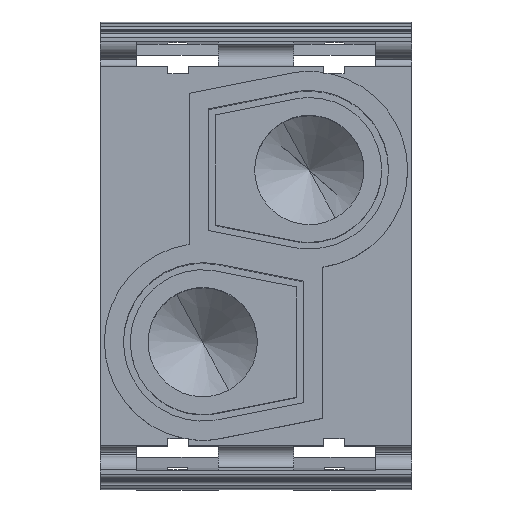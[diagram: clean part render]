
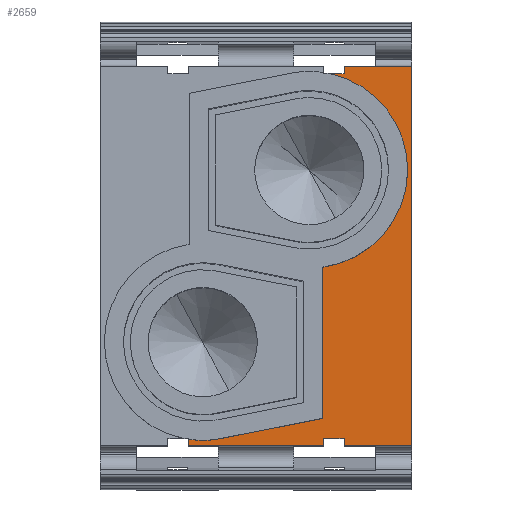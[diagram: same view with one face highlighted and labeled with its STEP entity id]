
A CAD part, top view. The second image highlights one B-rep face of the part: STEP entity #2659.
In plain terms, the highlighted planar face has unit normal (0, 0, 1).
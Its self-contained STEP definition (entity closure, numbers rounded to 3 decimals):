
#2033=AXIS2_PLACEMENT_3D('Plane Axis2P3D',#2030,#2031,#2032) ;
#2611=AXIS2_PLACEMENT_3D('Circle Axis2P3D',#2609,#2610,$) ;
#2632=AXIS2_PLACEMENT_3D('Circle Axis2P3D',#2630,#2631,$) ;
#2639=AXIS2_PLACEMENT_3D('Circle Axis2P3D',#2637,#2638,$) ;
#43=CARTESIAN_POINT('Vertex',(22.8,3.23,40.8)) ;
#617=CARTESIAN_POINT('Vertex',(22.8,31.03,40.8)) ;
#620=CARTESIAN_POINT('Line Origine',(22.8,17.13,40.8)) ;
#1943=CARTESIAN_POINT('Vertex',(6.45,3.23,40.8)) ;
#1946=CARTESIAN_POINT('Line Origine',(6.45,3.468,40.8)) ;
#1950=CARTESIAN_POINT('Vertex',(6.45,3.707,40.8)) ;
#2030=CARTESIAN_POINT('Axis2P3D Location',(0.,0.005,40.8)) ;
#2410=CARTESIAN_POINT('Vertex',(16.762,30.48,40.8)) ;
#2413=CARTESIAN_POINT('Line Origine',(17.306,30.48,40.8)) ;
#2417=CARTESIAN_POINT('Vertex',(17.85,30.48,40.8)) ;
#2438=CARTESIAN_POINT('Line Origine',(17.85,30.755,40.8)) ;
#2442=CARTESIAN_POINT('Vertex',(17.85,31.03,40.8)) ;
#2457=CARTESIAN_POINT('Line Origine',(17.1,3.78,40.8)) ;
#2461=CARTESIAN_POINT('Vertex',(17.85,3.78,40.8)) ;
#2463=CARTESIAN_POINT('Vertex',(16.35,3.78,40.8)) ;
#2483=CARTESIAN_POINT('Line Origine',(16.35,3.505,40.8)) ;
#2487=CARTESIAN_POINT('Vertex',(16.35,3.23,40.8)) ;
#2502=CARTESIAN_POINT('Line Origine',(11.4,3.23,40.8)) ;
#2580=CARTESIAN_POINT('Line Origine',(17.85,3.505,40.8)) ;
#2584=CARTESIAN_POINT('Vertex',(17.85,3.23,40.8)) ;
#2599=CARTESIAN_POINT('Line Origine',(20.325,3.23,40.8)) ;
#2604=CARTESIAN_POINT('Line Origine',(20.325,31.03,40.8)) ;
#2609=CARTESIAN_POINT('Axis2P3D Location',(15.3,23.43,40.8)) ;
#2613=CARTESIAN_POINT('Vertex',(16.3,16.3,40.8)) ;
#2616=CARTESIAN_POINT('Line Origine',(16.3,10.765,40.8)) ;
#2620=CARTESIAN_POINT('Vertex',(16.3,5.23,40.8)) ;
#2623=CARTESIAN_POINT('Line Origine',(12.598,4.498,40.8)) ;
#2627=CARTESIAN_POINT('Vertex',(8.896,3.767,40.8)) ;
#2630=CARTESIAN_POINT('Axis2P3D Location',(7.5,10.835,40.8)) ;
#2634=CARTESIAN_POINT('Vertex',(7.5,3.63,40.8)) ;
#2637=CARTESIAN_POINT('Axis2P3D Location',(7.5,10.833,40.8)) ;
#621=DIRECTION('Vector Direction',(0.,1.,0.)) ;
#1947=DIRECTION('Vector Direction',(0.,1.,0.)) ;
#2031=DIRECTION('Axis2P3D Direction',(0.,0.,1.)) ;
#2032=DIRECTION('Axis2P3D XDirection',(1.,0.,0.)) ;
#2414=DIRECTION('Vector Direction',(1.,0.,0.)) ;
#2439=DIRECTION('Vector Direction',(0.,-1.,0.)) ;
#2458=DIRECTION('Vector Direction',(1.,0.,0.)) ;
#2484=DIRECTION('Vector Direction',(0.,1.,0.)) ;
#2503=DIRECTION('Vector Direction',(1.,0.,0.)) ;
#2581=DIRECTION('Vector Direction',(0.,1.,0.)) ;
#2600=DIRECTION('Vector Direction',(1.,0.,0.)) ;
#2605=DIRECTION('Vector Direction',(-1.,0.,0.)) ;
#2610=DIRECTION('Axis2P3D Direction',(0.,0.,1.)) ;
#2617=DIRECTION('Vector Direction',(0.,-1.,0.)) ;
#2624=DIRECTION('Vector Direction',(-0.981,-0.194,0.)) ;
#2631=DIRECTION('Axis2P3D Direction',(0.,0.,1.)) ;
#2638=DIRECTION('Axis2P3D Direction',(0.,0.,1.)) ;
#622=VECTOR('Line Direction',#621,1.) ;
#1948=VECTOR('Line Direction',#1947,1.) ;
#2415=VECTOR('Line Direction',#2414,1.) ;
#2440=VECTOR('Line Direction',#2439,1.) ;
#2459=VECTOR('Line Direction',#2458,1.) ;
#2485=VECTOR('Line Direction',#2484,1.) ;
#2504=VECTOR('Line Direction',#2503,1.) ;
#2582=VECTOR('Line Direction',#2581,1.) ;
#2601=VECTOR('Line Direction',#2600,1.) ;
#2606=VECTOR('Line Direction',#2605,1.) ;
#2618=VECTOR('Line Direction',#2617,1.) ;
#2625=VECTOR('Line Direction',#2624,1.) ;
#2643=ORIENTED_EDGE('',*,*,#1952,.F.) ;
#2644=ORIENTED_EDGE('',*,*,#2506,.T.) ;
#2645=ORIENTED_EDGE('',*,*,#2489,.F.) ;
#2646=ORIENTED_EDGE('',*,*,#2465,.F.) ;
#2647=ORIENTED_EDGE('',*,*,#2586,.F.) ;
#2648=ORIENTED_EDGE('',*,*,#2603,.T.) ;
#2649=ORIENTED_EDGE('',*,*,#624,.T.) ;
#2650=ORIENTED_EDGE('',*,*,#2608,.T.) ;
#2651=ORIENTED_EDGE('',*,*,#2444,.F.) ;
#2652=ORIENTED_EDGE('',*,*,#2419,.F.) ;
#2653=ORIENTED_EDGE('',*,*,#2615,.F.) ;
#2654=ORIENTED_EDGE('',*,*,#2622,.F.) ;
#2655=ORIENTED_EDGE('',*,*,#2629,.F.) ;
#2656=ORIENTED_EDGE('',*,*,#2636,.F.) ;
#2657=ORIENTED_EDGE('',*,*,#2641,.F.) ;
#2659=ADVANCED_FACE('Hauptkoerper',(#2658),#2034,.T.) ;
#2612=CIRCLE('generated circle',#2611,7.2) ;
#2633=CIRCLE('generated circle',#2632,7.205) ;
#2640=CIRCLE('generated circle',#2639,7.203) ;
#624=EDGE_CURVE('',#44,#618,#623,.T.) ;
#1952=EDGE_CURVE('',#1944,#1951,#1949,.T.) ;
#2419=EDGE_CURVE('',#2411,#2418,#2416,.T.) ;
#2444=EDGE_CURVE('',#2418,#2443,#2441,.F.) ;
#2465=EDGE_CURVE('',#2462,#2464,#2460,.F.) ;
#2489=EDGE_CURVE('',#2464,#2488,#2486,.F.) ;
#2506=EDGE_CURVE('',#1944,#2488,#2505,.T.) ;
#2586=EDGE_CURVE('',#2585,#2462,#2583,.T.) ;
#2603=EDGE_CURVE('',#2585,#44,#2602,.T.) ;
#2608=EDGE_CURVE('',#618,#2443,#2607,.T.) ;
#2615=EDGE_CURVE('',#2614,#2411,#2612,.T.) ;
#2622=EDGE_CURVE('',#2621,#2614,#2619,.F.) ;
#2629=EDGE_CURVE('',#2628,#2621,#2626,.F.) ;
#2636=EDGE_CURVE('',#2635,#2628,#2633,.T.) ;
#2641=EDGE_CURVE('',#1951,#2635,#2640,.T.) ;
#2642=EDGE_LOOP('',(#2643,#2644,#2645,#2646,#2647,#2648,#2649,#2650,#2651,#2652,#2653,#2654,#2655,#2656,#2657)) ;
#2658=FACE_OUTER_BOUND('',#2642,.T.) ;
#623=LINE('Line',#620,#622) ;
#1949=LINE('Line',#1946,#1948) ;
#2416=LINE('Line',#2413,#2415) ;
#2441=LINE('Line',#2438,#2440) ;
#2460=LINE('Line',#2457,#2459) ;
#2486=LINE('Line',#2483,#2485) ;
#2505=LINE('Line',#2502,#2504) ;
#2583=LINE('Line',#2580,#2582) ;
#2602=LINE('Line',#2599,#2601) ;
#2607=LINE('Line',#2604,#2606) ;
#2619=LINE('Line',#2616,#2618) ;
#2626=LINE('Line',#2623,#2625) ;
#2034=PLANE('',#2033) ;
#44=VERTEX_POINT('',#43) ;
#618=VERTEX_POINT('',#617) ;
#1944=VERTEX_POINT('',#1943) ;
#1951=VERTEX_POINT('',#1950) ;
#2411=VERTEX_POINT('',#2410) ;
#2418=VERTEX_POINT('',#2417) ;
#2443=VERTEX_POINT('',#2442) ;
#2462=VERTEX_POINT('',#2461) ;
#2464=VERTEX_POINT('',#2463) ;
#2488=VERTEX_POINT('',#2487) ;
#2585=VERTEX_POINT('',#2584) ;
#2614=VERTEX_POINT('',#2613) ;
#2621=VERTEX_POINT('',#2620) ;
#2628=VERTEX_POINT('',#2627) ;
#2635=VERTEX_POINT('',#2634) ;
